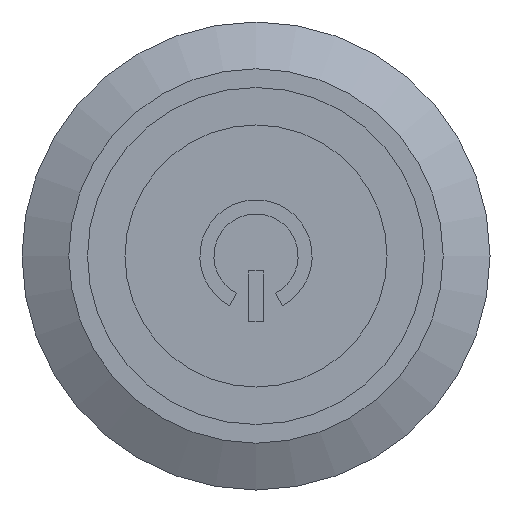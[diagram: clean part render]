
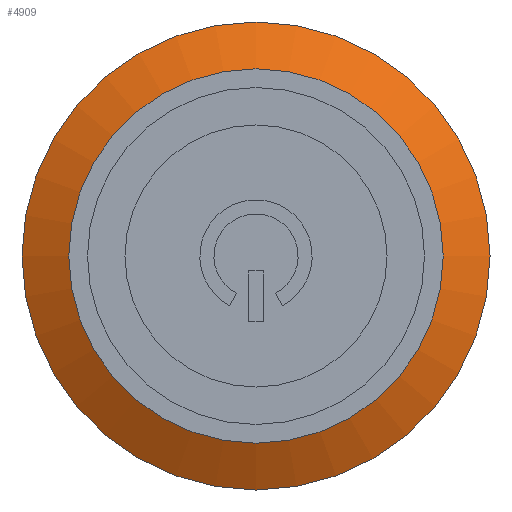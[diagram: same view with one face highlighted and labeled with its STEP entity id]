
A CAD part, left-side view. The second image highlights one B-rep face of the part: STEP entity #4909.
In plain terms, the highlighted conical face has half-angle 62.526 degrees and reference radius 11.25 mm.
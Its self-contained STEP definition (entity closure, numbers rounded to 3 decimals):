
#16=CONICAL_SURFACE('',#5376,11.25,1.091);
#338=CIRCLE('',#5377,10.);
#339=CIRCLE('',#5378,10.);
#340=CIRCLE('',#5379,12.5);
#341=CIRCLE('',#5380,12.5);
#603=FACE_OUTER_BOUND('',#901,.T.);
#901=EDGE_LOOP('',(#4362,#4363,#4364,#4365,#4366,#4367));
#1392=LINE('',#8382,#1895);
#1895=VECTOR('',#6724,11.25);
#2336=VERTEX_POINT('',#8377);
#2337=VERTEX_POINT('',#8378);
#2338=VERTEX_POINT('',#8381);
#2339=VERTEX_POINT('',#8383);
#3020=EDGE_CURVE('',#2336,#2337,#338,.T.);
#3021=EDGE_CURVE('',#2337,#2336,#339,.T.);
#3022=EDGE_CURVE('',#2337,#2338,#1392,.T.);
#3023=EDGE_CURVE('',#2339,#2338,#340,.T.);
#3024=EDGE_CURVE('',#2338,#2339,#341,.T.);
#4362=ORIENTED_EDGE('',*,*,#3020,.F.);
#4363=ORIENTED_EDGE('',*,*,#3021,.F.);
#4364=ORIENTED_EDGE('',*,*,#3022,.T.);
#4365=ORIENTED_EDGE('',*,*,#3023,.F.);
#4366=ORIENTED_EDGE('',*,*,#3024,.F.);
#4367=ORIENTED_EDGE('',*,*,#3022,.F.);
#4909=ADVANCED_FACE('',(#603),#16,.T.);
#5376=AXIS2_PLACEMENT_3D('',#8376,#6718,#6719);
#5377=AXIS2_PLACEMENT_3D('',#8379,#6720,#6721);
#5378=AXIS2_PLACEMENT_3D('',#8380,#6722,#6723);
#5379=AXIS2_PLACEMENT_3D('',#8384,#6725,#6726);
#5380=AXIS2_PLACEMENT_3D('',#8385,#6727,#6728);
#6718=DIRECTION('center_axis',(1.,0.,0.));
#6719=DIRECTION('ref_axis',(0.,0.,1.));
#6720=DIRECTION('center_axis',(-1.,0.,0.));
#6721=DIRECTION('ref_axis',(0.,0.,1.));
#6722=DIRECTION('center_axis',(-1.,0.,0.));
#6723=DIRECTION('ref_axis',(0.,0.,1.));
#6724=DIRECTION('',(0.461,0.,-0.887));
#6725=DIRECTION('center_axis',(1.,0.,0.));
#6726=DIRECTION('ref_axis',(0.,-1.,0.));
#6727=DIRECTION('center_axis',(1.,0.,0.));
#6728=DIRECTION('ref_axis',(0.,-1.,0.));
#8376=CARTESIAN_POINT('Origin',(-1.15,0.,0.));
#8377=CARTESIAN_POINT('',(-1.8,0.,10.));
#8378=CARTESIAN_POINT('',(-1.8,0.,-10.));
#8379=CARTESIAN_POINT('Origin',(-1.8,0.,0.));
#8380=CARTESIAN_POINT('Origin',(-1.8,0.,0.));
#8381=CARTESIAN_POINT('',(-0.5,0.,-12.5));
#8382=CARTESIAN_POINT('',(-1.15,0.,-11.25));
#8383=CARTESIAN_POINT('',(-0.5,12.5,0.));
#8384=CARTESIAN_POINT('Origin',(-0.5,0.,0.));
#8385=CARTESIAN_POINT('Origin',(-0.5,0.,0.));
